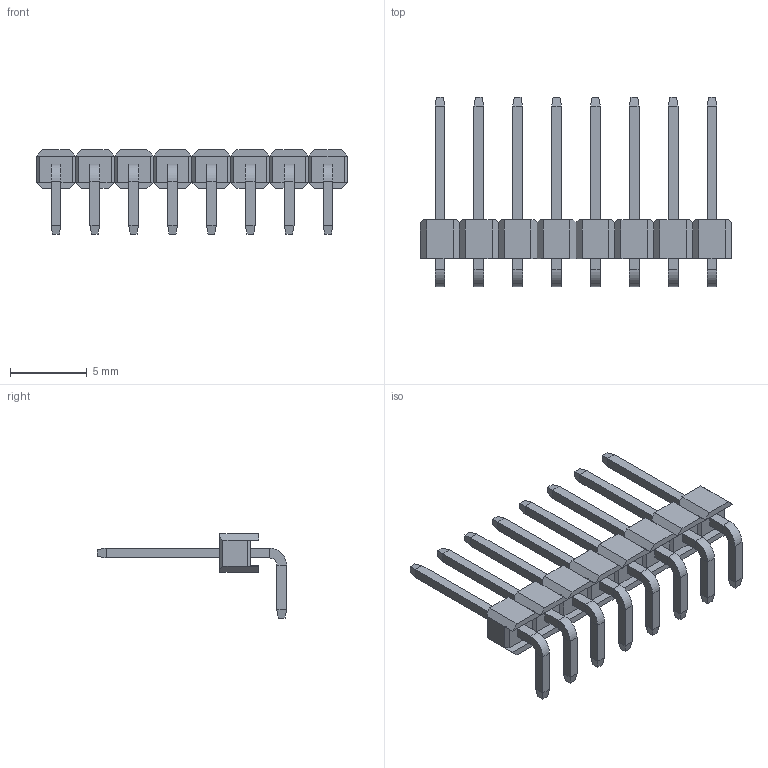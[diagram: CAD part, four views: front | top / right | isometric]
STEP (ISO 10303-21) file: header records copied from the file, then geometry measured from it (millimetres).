
FILE_DESCRIPTION (( 'STEP AP214' ), '1' );
FILE_NAME ('1x8 Male Pin Header Angle.STEP', '2018-11-15T17:58:05', ( 'M.B.I.' ), ( '' ), 'SwSTEP 2.0', '', '' );
FILE_SCHEMA (( 'AUTOMOTIVE_DESIGN' ));
Length unit declared in the file: millimetre
Products named in the file (1): 1x8 Male Pin Header Angle
Bounding box: 20.32 x 12.36 x 5.5 mm (x, y, z)
Volume: 147.4 mm3; surface area: 606.3 mm2
Topology: 9 solids, 9 shells, 376 faces, 926 edges, 568 vertices
Faces by surface type: plane 360, cylinder 16
Entity records: 10836 total; most frequent: CARTESIAN_POINT 1871, ORIENTED_EDGE 1852, DIRECTION 1712, EDGE_CURVE 926, LINE 894, VECTOR 894, VERTEX_POINT 568, AXIS2_PLACEMENT_3D 409
